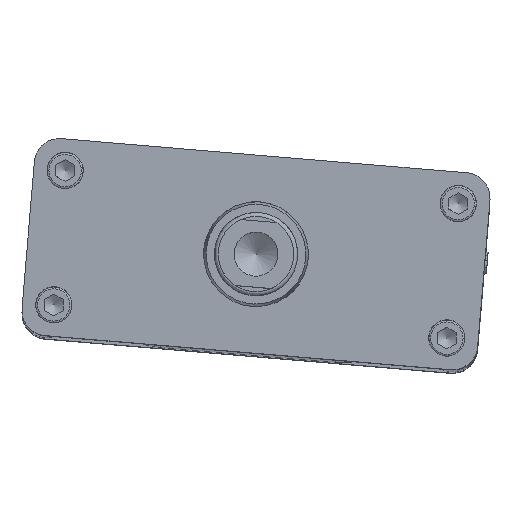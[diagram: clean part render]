
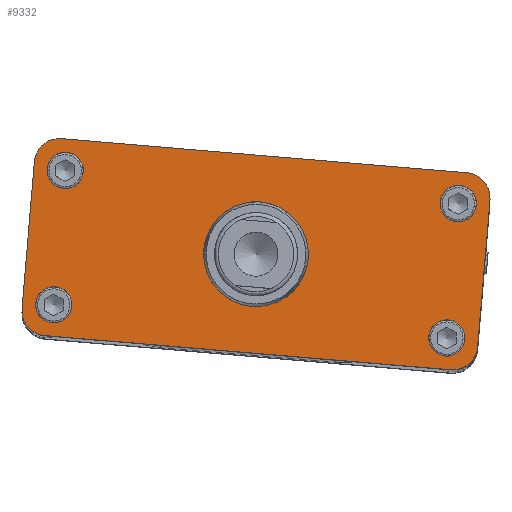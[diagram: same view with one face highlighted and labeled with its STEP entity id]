
A CAD part, top view. The second image highlights one B-rep face of the part: STEP entity #9332.
In plain terms, the highlighted planar face has unit normal (0, 0, 1).
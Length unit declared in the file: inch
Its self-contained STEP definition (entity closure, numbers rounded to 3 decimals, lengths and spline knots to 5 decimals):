
#567=FACE_BOUND('',#1861,.T.);
#568=FACE_BOUND('',#1862,.T.);
#569=FACE_BOUND('',#1863,.T.);
#570=FACE_BOUND('',#1864,.T.);
#571=FACE_BOUND('',#1865,.T.);
#572=FACE_BOUND('',#1866,.T.);
#853=PLANE('',#10099);
#1861=EDGE_LOOP('',(#7085));
#1862=EDGE_LOOP('',(#7086));
#1863=EDGE_LOOP('',(#7087));
#1864=EDGE_LOOP('',(#7088));
#1865=EDGE_LOOP('',(#7089));
#1866=EDGE_LOOP('',(#7090,#7091,#7092,#7093,#7094,#7095,#7096,#7097));
#2638=LINE('',#14210,#3396);
#2639=LINE('',#14214,#3397);
#2640=LINE('',#14218,#3398);
#2641=LINE('',#14221,#3399);
#3396=VECTOR('',#11514,3.048);
#3397=VECTOR('',#11517,1.104);
#3398=VECTOR('',#11520,3.048);
#3399=VECTOR('',#11523,1.104);
#4093=CIRCLE('',#10055,0.136);
#4097=CIRCLE('',#10062,0.136);
#4101=CIRCLE('',#10069,0.136);
#4105=CIRCLE('',#10076,0.136);
#4108=CIRCLE('',#10081,0.3925);
#4116=CIRCLE('',#10098,0.188);
#4117=CIRCLE('',#10100,0.188);
#4118=CIRCLE('',#10101,0.188);
#4119=CIRCLE('',#10102,0.188);
#4524=VERTEX_POINT('',#14136);
#4528=VERTEX_POINT('',#14147);
#4532=VERTEX_POINT('',#14158);
#4536=VERTEX_POINT('',#14169);
#4539=VERTEX_POINT('',#14177);
#4548=VERTEX_POINT('',#14203);
#4549=VERTEX_POINT('',#14205);
#4550=VERTEX_POINT('',#14209);
#4551=VERTEX_POINT('',#14211);
#4552=VERTEX_POINT('',#14213);
#4553=VERTEX_POINT('',#14215);
#4554=VERTEX_POINT('',#14217);
#4555=VERTEX_POINT('',#14219);
#5505=EDGE_CURVE('',#4524,#4524,#4093,.T.);
#5509=EDGE_CURVE('',#4528,#4528,#4097,.T.);
#5513=EDGE_CURVE('',#4532,#4532,#4101,.T.);
#5517=EDGE_CURVE('',#4536,#4536,#4105,.T.);
#5520=EDGE_CURVE('',#4539,#4539,#4108,.T.);
#5529=EDGE_CURVE('',#4548,#4549,#4116,.T.);
#5531=EDGE_CURVE('',#4548,#4550,#2638,.T.);
#5532=EDGE_CURVE('',#4551,#4550,#4117,.T.);
#5533=EDGE_CURVE('',#4551,#4552,#2639,.T.);
#5534=EDGE_CURVE('',#4553,#4552,#4118,.T.);
#5535=EDGE_CURVE('',#4553,#4554,#2640,.T.);
#5536=EDGE_CURVE('',#4555,#4554,#4119,.T.);
#5537=EDGE_CURVE('',#4555,#4549,#2641,.T.);
#7085=ORIENTED_EDGE('',*,*,#5505,.T.);
#7086=ORIENTED_EDGE('',*,*,#5509,.T.);
#7087=ORIENTED_EDGE('',*,*,#5513,.T.);
#7088=ORIENTED_EDGE('',*,*,#5517,.T.);
#7089=ORIENTED_EDGE('',*,*,#5520,.T.);
#7090=ORIENTED_EDGE('',*,*,#5529,.F.);
#7091=ORIENTED_EDGE('',*,*,#5531,.T.);
#7092=ORIENTED_EDGE('',*,*,#5532,.F.);
#7093=ORIENTED_EDGE('',*,*,#5533,.T.);
#7094=ORIENTED_EDGE('',*,*,#5534,.F.);
#7095=ORIENTED_EDGE('',*,*,#5535,.T.);
#7096=ORIENTED_EDGE('',*,*,#5536,.F.);
#7097=ORIENTED_EDGE('',*,*,#5537,.T.);
#9332=ADVANCED_FACE('',(#567,#568,#569,#570,#571,#572),#853,.T.);
#10055=AXIS2_PLACEMENT_3D('',#14137,#11422,#11423);
#10062=AXIS2_PLACEMENT_3D('',#14148,#11436,#11437);
#10069=AXIS2_PLACEMENT_3D('',#14159,#11450,#11451);
#10076=AXIS2_PLACEMENT_3D('',#14170,#11464,#11465);
#10081=AXIS2_PLACEMENT_3D('',#14178,#11474,#11475);
#10098=AXIS2_PLACEMENT_3D('',#14206,#11509,#11510);
#10099=AXIS2_PLACEMENT_3D('',#14208,#11512,#11513);
#10100=AXIS2_PLACEMENT_3D('',#14212,#11515,#11516);
#10101=AXIS2_PLACEMENT_3D('',#14216,#11518,#11519);
#10102=AXIS2_PLACEMENT_3D('',#14220,#11521,#11522);
#11422=DIRECTION('center_axis',(0.,0.,-1.));
#11423=DIRECTION('ref_axis',(1.,0.,0.));
#11436=DIRECTION('center_axis',(0.,0.,-1.));
#11437=DIRECTION('ref_axis',(1.,0.,0.));
#11450=DIRECTION('center_axis',(0.,0.,-1.));
#11451=DIRECTION('ref_axis',(1.,0.,0.));
#11464=DIRECTION('center_axis',(0.,0.,-1.));
#11465=DIRECTION('ref_axis',(1.,0.,0.));
#11474=DIRECTION('center_axis',(0.,0.,-1.));
#11475=DIRECTION('ref_axis',(-1.,0.,0.));
#11509=DIRECTION('center_axis',(0.,0.,-1.));
#11510=DIRECTION('ref_axis',(-0.707,-0.707,0.));
#11512=DIRECTION('center_axis',(0.,0.,1.));
#11513=DIRECTION('ref_axis',(1.,0.,0.));
#11514=DIRECTION('',(1.,0.,0.));
#11515=DIRECTION('center_axis',(0.,0.,-1.));
#11516=DIRECTION('ref_axis',(0.707,-0.707,0.));
#11517=DIRECTION('',(0.,1.,0.));
#11518=DIRECTION('center_axis',(0.,0.,-1.));
#11519=DIRECTION('ref_axis',(0.707,0.707,0.));
#11520=DIRECTION('',(-1.,0.,0.));
#11521=DIRECTION('center_axis',(0.,0.,-1.));
#11522=DIRECTION('ref_axis',(-0.707,0.707,0.));
#11523=DIRECTION('',(0.,-1.,0.));
#14136=CARTESIAN_POINT('',(0.371,0.235,0.));
#14137=CARTESIAN_POINT('Origin',(0.235,0.235,0.));
#14147=CARTESIAN_POINT('',(3.325,0.235,0.));
#14148=CARTESIAN_POINT('Origin',(3.189,0.235,0.));
#14158=CARTESIAN_POINT('',(3.325,1.245,0.));
#14159=CARTESIAN_POINT('Origin',(3.189,1.245,0.));
#14169=CARTESIAN_POINT('',(0.371,1.245,0.));
#14170=CARTESIAN_POINT('Origin',(0.235,1.245,0.));
#14177=CARTESIAN_POINT('',(2.1045,0.74,0.));
#14178=CARTESIAN_POINT('Origin',(1.712,0.74,0.));
#14203=CARTESIAN_POINT('',(0.188,0.,0.));
#14205=CARTESIAN_POINT('',(0.,0.188,0.));
#14206=CARTESIAN_POINT('Origin',(0.188,0.188,0.));
#14208=CARTESIAN_POINT('Origin',(1.712,0.74,0.));
#14209=CARTESIAN_POINT('',(3.236,0.,0.));
#14210=CARTESIAN_POINT('',(0.,0.,0.));
#14211=CARTESIAN_POINT('',(3.424,0.188,0.));
#14212=CARTESIAN_POINT('Origin',(3.236,0.188,0.));
#14213=CARTESIAN_POINT('',(3.424,1.292,0.));
#14214=CARTESIAN_POINT('',(3.424,0.,0.));
#14215=CARTESIAN_POINT('',(3.236,1.48,0.));
#14216=CARTESIAN_POINT('Origin',(3.236,1.292,0.));
#14217=CARTESIAN_POINT('',(0.188,1.48,0.));
#14218=CARTESIAN_POINT('',(3.424,1.48,0.));
#14219=CARTESIAN_POINT('',(0.,1.292,0.));
#14220=CARTESIAN_POINT('Origin',(0.188,1.292,0.));
#14221=CARTESIAN_POINT('',(0.,1.48,0.));
